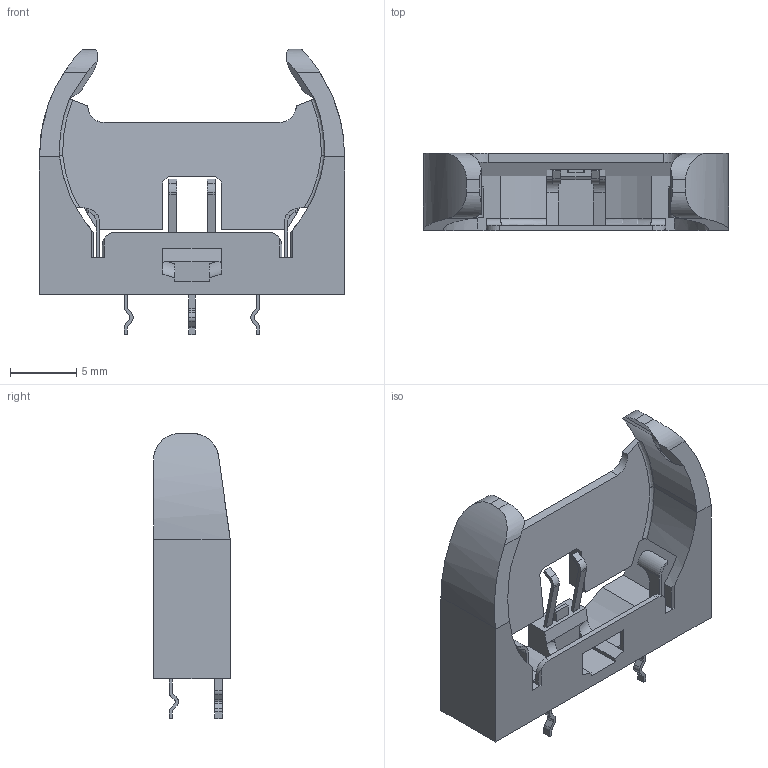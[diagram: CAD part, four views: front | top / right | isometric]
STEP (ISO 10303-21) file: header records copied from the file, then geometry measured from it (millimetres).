
FILE_DESCRIPTION(('STEP AP242'),'1');
FILE_NAME('1775485-1.stp','2022-07-28T06:17:47',('TraceParts'),('TraceParts S.A.'),'Spatial InterOp 3D',' ',' ');
FILE_SCHEMA(('AP242_MANAGED_MODEL_BASED_3D_ENGINEERING_MIM_LF {1 0 10303 442 1 1 4}'));
Length unit declared in the file: millimetre
Products named in the file (1): 1775485-1
Bounding box: 23 x 5.8 x 21.49 mm (x, y, z)
Volume: 812.3 mm3; surface area: 1354.3 mm2
Topology: 1 solids, 1 shells, 228 faces, 649 edges, 429 vertices
Faces by surface type: plane 140, cylinder 78, bspline 6, torus 4
Entity records: 11608 total; most frequent: CARTESIAN_POINT 2547, ORIENTED_EDGE 1298, DIRECTION 1130, EDGE_CURVE 649, STYLED_ITEM 635, PRESENTATION_STYLE_ASSIGNMENT 635, COLOUR_RGB 635, CURVE_STYLE 634
